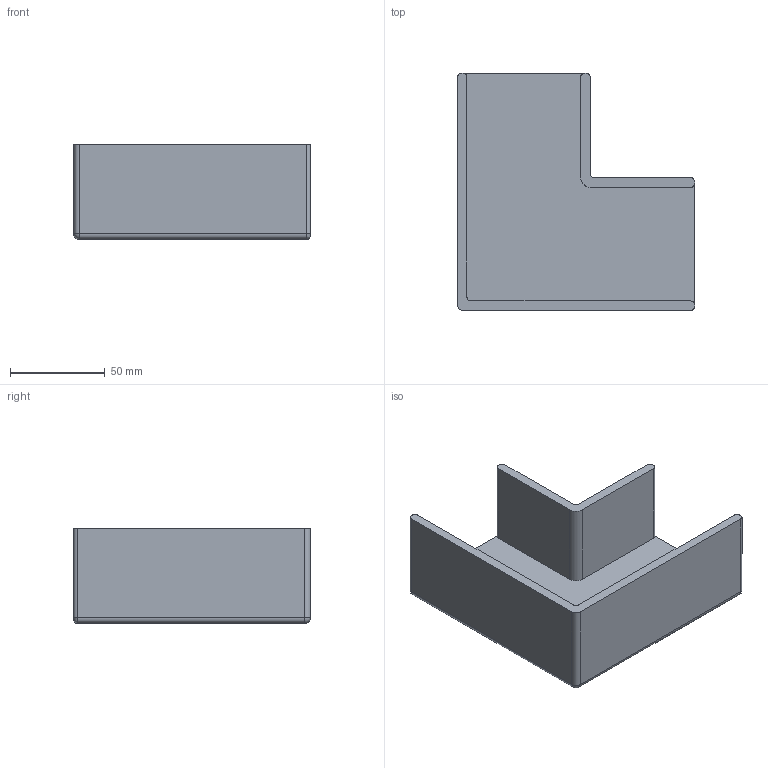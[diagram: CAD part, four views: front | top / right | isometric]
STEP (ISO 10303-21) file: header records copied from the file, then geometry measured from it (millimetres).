
FILE_DESCRIPTION(/* description */ (''),/* implementation_level */ '2;1');
FILE_NAME(/* name */ 'CORNER BED v1.step',/* time_stamp */ '2025-02-18T10:40:21+03:00',/* author */ (''),/* organization */ (''),/* preprocessor_version */ 'ST-DEVELOPER v20',/* originating_system */ 'Autodesk Translation Framework v13.14.0.145',/* authorisation */ '');
FILE_SCHEMA (('AUTOMOTIVE_DESIGN { 1 0 10303 214 3 1 1 }'));
Length unit declared in the file: millimetre
Products named in the file (2): CORNER BED; Untitled v1
Assembly tree (1 placements, depth 2):
  CORNER BED
    Untitled v1
Bounding box: 125 x 125 x 50 mm (x, y, z)
Volume: 142730.6 mm3; surface area: 59887.4 mm2
Topology: 1 solids, 1 shells, 38 faces, 93 edges, 57 vertices
Faces by surface type: cylinder 18, plane 14, sphere 3, bspline 2, torus 1
Entity records: 1177 total; most frequent: DIRECTION 210, CARTESIAN_POINT 207, ORIENTED_EDGE 186, EDGE_CURVE 93, AXIS2_PLACEMENT_3D 78, VERTEX_POINT 57, LINE 54, VECTOR 54
